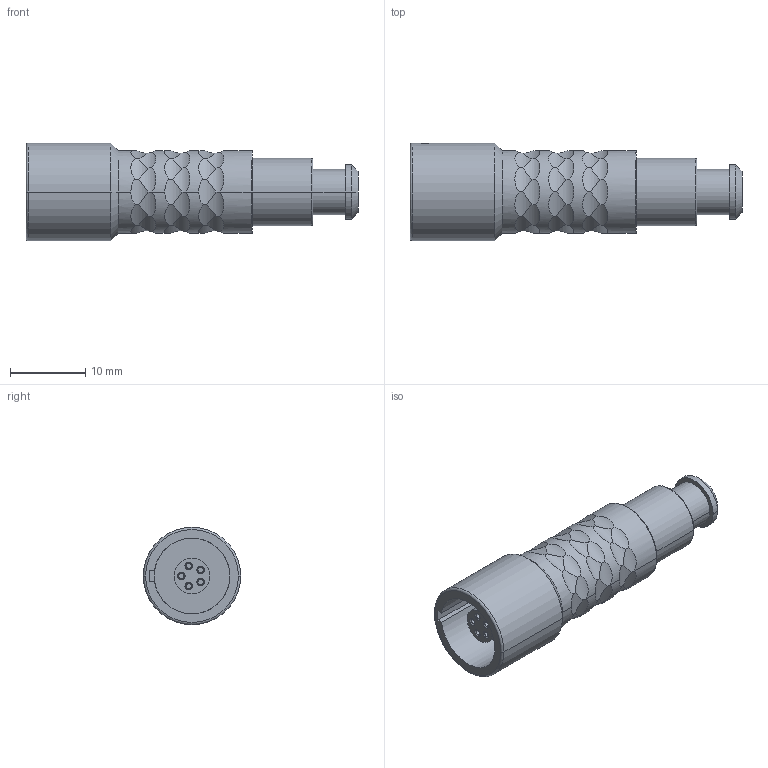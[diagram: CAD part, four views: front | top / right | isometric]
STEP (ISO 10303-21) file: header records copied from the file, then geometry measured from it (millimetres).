
FILE_DESCRIPTION((''),'2;1');
FILE_NAME('K20K0C-P05L','2013-11-12T',('RTrager'),(''),'PRO/ENGINEER BY PARAMETRIC TECHNOLOGY CORPORATION, 2013050','PRO/ENGINEER BY PARAMETRIC TECHNOLOGY CORPORATION, 2013050','');
FILE_SCHEMA(('CONFIG_CONTROL_DESIGN'));
Length unit declared in the file: millimetre
Products named in the file (1): K20K0C-P05L
Bounding box: 44 x 12.9 x 12.9 mm (x, y, z)
Volume: 2738.7 mm3; surface area: 2678 mm2
Topology: 1 solids, 1 shells, 190 faces, 478 edges, 308 vertices
Faces by surface type: cylinder 128, plane 32, cone 14, torus 11, bspline 5
Entity records: 8017 total; most frequent: CARTESIAN_POINT 3733, ORIENTED_EDGE 956, DIRECTION 776, EDGE_CURVE 478, AXIS2_PLACEMENT_3D 330, VERTEX_POINT 308, B_SPLINE_CURVE_WITH_KNOTS 217, EDGE_LOOP 208
